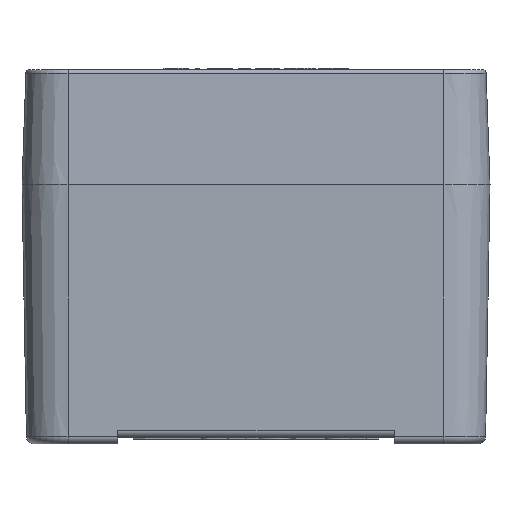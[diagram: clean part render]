
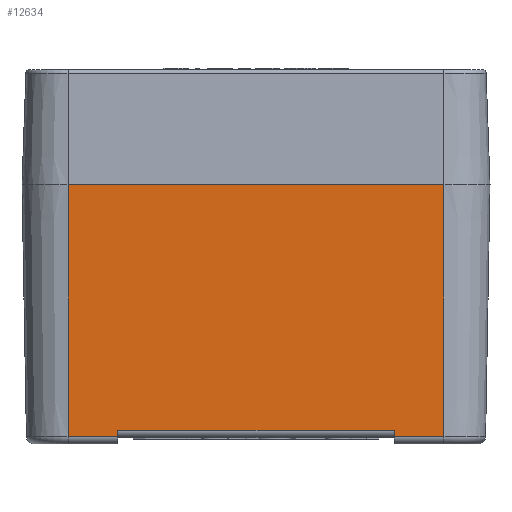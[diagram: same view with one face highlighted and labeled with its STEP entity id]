
A CAD part, left-side view. The second image highlights one B-rep face of the part: STEP entity #12634.
In plain terms, the highlighted planar face has unit normal (-1, 0, -0.018).
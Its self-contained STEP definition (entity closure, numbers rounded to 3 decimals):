
#12634=ADVANCED_FACE('',(#15722),#14172,.F.);
#14172=PLANE('',#44918);
#15722=FACE_OUTER_BOUND('',#17630,.T.);
#17630=EDGE_LOOP('',(#25932,#25933,#25934,#25935,#25936,#25937,#25938,#25939));
#25932=ORIENTED_EDGE('',*,*,#34565,.F.);
#25933=ORIENTED_EDGE('',*,*,#34564,.T.);
#25934=ORIENTED_EDGE('',*,*,#34612,.F.);
#25935=ORIENTED_EDGE('',*,*,#34614,.F.);
#25936=ORIENTED_EDGE('',*,*,#34615,.T.);
#25937=ORIENTED_EDGE('',*,*,#34562,.T.);
#25938=ORIENTED_EDGE('',*,*,#34559,.T.);
#25939=ORIENTED_EDGE('',*,*,#34557,.T.);
#30098=VERTEX_POINT('',#64575);
#30099=VERTEX_POINT('',#64579);
#30100=VERTEX_POINT('',#64581);
#30101=VERTEX_POINT('',#64585);
#30102=VERTEX_POINT('',#64589);
#30103=VERTEX_POINT('',#64593);
#30134=VERTEX_POINT('',#64711);
#30135=VERTEX_POINT('',#64715);
#34557=EDGE_CURVE('',#30100,#30099,#38611,.T.);
#34559=EDGE_CURVE('',#30101,#30100,#38612,.T.);
#34562=EDGE_CURVE('',#30102,#30101,#38613,.T.);
#34564=EDGE_CURVE('',#30103,#30098,#38614,.T.);
#34565=EDGE_CURVE('',#30103,#30099,#38615,.T.);
#34612=EDGE_CURVE('',#30134,#30098,#38644,.T.);
#34614=EDGE_CURVE('',#30135,#30134,#38645,.T.);
#34615=EDGE_CURVE('',#30135,#30102,#38646,.T.);
#38611=LINE('',#64580,#42462);
#38612=LINE('',#64584,#42463);
#38613=LINE('',#64590,#42464);
#38614=LINE('',#64594,#42465);
#38615=LINE('',#64596,#42466);
#38644=LINE('',#64710,#42495);
#38645=LINE('',#64714,#42496);
#38646=LINE('',#64716,#42497);
#42462=VECTOR('',#52339,1.);
#42463=VECTOR('',#52344,1.);
#42464=VECTOR('',#52351,1.);
#42465=VECTOR('',#52356,1.);
#42466=VECTOR('',#52359,1.);
#42495=VECTOR('',#52458,1.);
#42496=VECTOR('',#52463,1.);
#42497=VECTOR('',#52464,1.);
#44918=AXIS2_PLACEMENT_3D('',#64717,#52465,#52466);
#52339=DIRECTION('',(0.,-1.,0.));
#52344=DIRECTION('',(-0.017,0.,1.));
#52351=DIRECTION('',(0.,-1.,0.));
#52356=DIRECTION('',(0.,-1.,0.));
#52359=DIRECTION('',(-0.017,0.,1.));
#52458=DIRECTION('',(0.017,0.,-1.));
#52463=DIRECTION('',(0.,-1.,0.));
#52464=DIRECTION('',(0.017,0.,-1.));
#52465=DIRECTION('',(1.,0.,0.017));
#52466=DIRECTION('',(0.017,0.,-1.));
#64575=CARTESIAN_POINT('',(4.874,36.197,-32.817));
#64579=CARTESIAN_POINT('',(4.86,42.697,-32.017));
#64580=CARTESIAN_POINT('',(4.86,42.697,-32.017));
#64581=CARTESIAN_POINT('',(4.86,78.697,-32.017));
#64584=CARTESIAN_POINT('',(4.301,78.697,0.));
#64585=CARTESIAN_POINT('',(4.874,78.697,-32.817));
#64589=CARTESIAN_POINT('',(4.874,85.197,-32.817));
#64590=CARTESIAN_POINT('',(4.874,60.697,-32.817));
#64593=CARTESIAN_POINT('',(4.874,42.697,-32.817));
#64594=CARTESIAN_POINT('',(4.874,60.697,-32.817));
#64596=CARTESIAN_POINT('',(4.905,42.697,-34.602));
#64710=CARTESIAN_POINT('',(4.301,36.197,0.));
#64711=CARTESIAN_POINT('',(4.301,36.197,0.));
#64714=CARTESIAN_POINT('',(4.301,60.697,0.));
#64715=CARTESIAN_POINT('',(4.301,85.197,0.));
#64716=CARTESIAN_POINT('',(4.301,85.197,0.));
#64717=CARTESIAN_POINT('',(4.301,60.697,0.));
